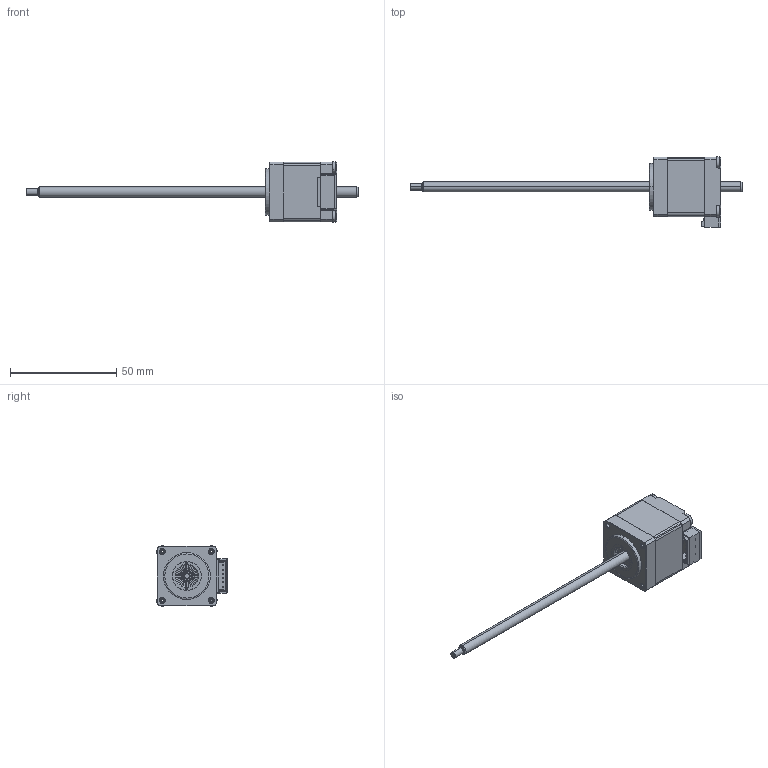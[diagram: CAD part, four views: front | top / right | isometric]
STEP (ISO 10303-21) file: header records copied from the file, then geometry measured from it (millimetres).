
FILE_DESCRIPTION (( 'STEP AP203' ), '1' );
FILE_NAME ('LN111S-E04006-150-S-100.STEP', '2019-04-13T04:24:08', ( 'Sky123.Org' ), ( 'Sky123.Org' ), 'SwSTEP 2.0', 'SolidWorks 2014', '' );
FILE_SCHEMA (( 'CONFIG_CONTROL_DESIGN' ));
Length unit declared in the file: millimetre
Products named in the file (1): LN111S-E04006-150-S-100
Bounding box: 156 x 33.2 x 28.4 mm (x, y, z)
Surface area: 10307.7 mm2 (no closed solid volume)
Topology: 0 solids, 26 shells, 307 faces, 1002 edges, 712 vertices
Faces by surface type: plane 143, cylinder 77, cone 63, torus 16, sphere 8
Entity records: 11408 total; most frequent: CARTESIAN_POINT 2560, DIRECTION 1882, ORIENTED_EDGE 1622, EDGE_CURVE 1002, VERTEX_POINT 712, AXIS2_PLACEMENT_3D 674, LINE 534, VECTOR 534
